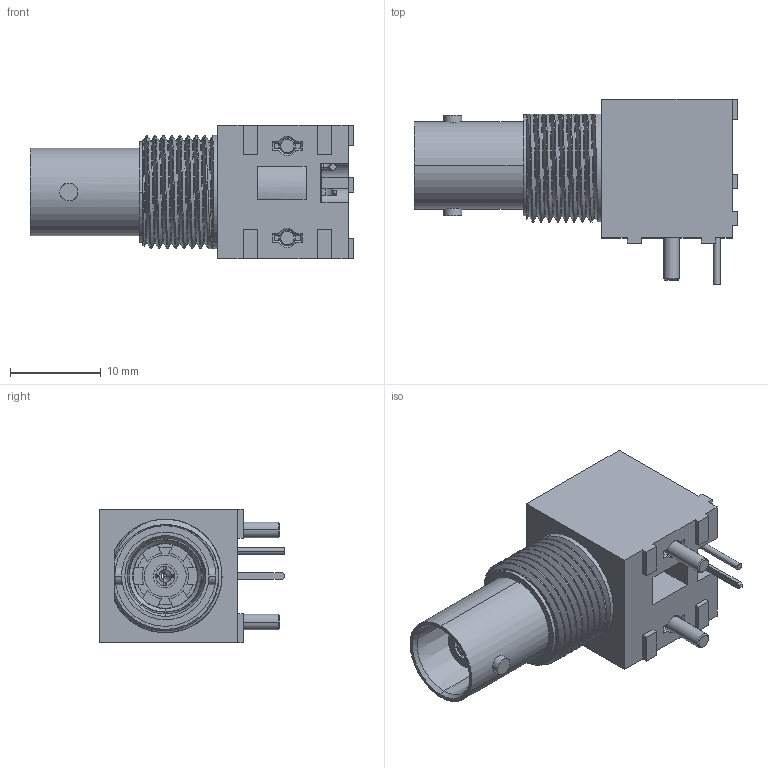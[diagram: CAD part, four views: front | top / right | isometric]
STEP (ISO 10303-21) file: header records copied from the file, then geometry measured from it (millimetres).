
FILE_DESCRIPTION((''),'2;1');
FILE_NAME('31-5431-2010_SW0001','2012-07-23T',('rajavijayans'),(''),'PRO/ENGINEER BY PARAMETRIC TECHNOLOGY CORPORATION, 2010280','PRO/ENGINEER BY PARAMETRIC TECHNOLOGY CORPORATION, 2010280','');
FILE_SCHEMA(('CONFIG_CONTROL_DESIGN'));
Length unit declared in the file: millimetre
Products named in the file (1): 31-5431-2010_SW0001
Bounding box: 35.64 x 20.47 x 14.73 mm (x, y, z)
Surface area: 4030.1 mm2 (no closed solid volume)
Topology: 0 solids, 8 shells, 326 faces, 915 edges, 601 vertices
Faces by surface type: plane 184, cylinder 77, cone 32, bspline 29, sphere 2, torus 2
Entity records: 18895 total; most frequent: CARTESIAN_POINT 10705, ORIENTED_EDGE 1730, DIRECTION 1581, EDGE_CURVE 913, VERTEX_POINT 601, VECTOR 533, LINE 533, AXIS2_PLACEMENT_3D 524
